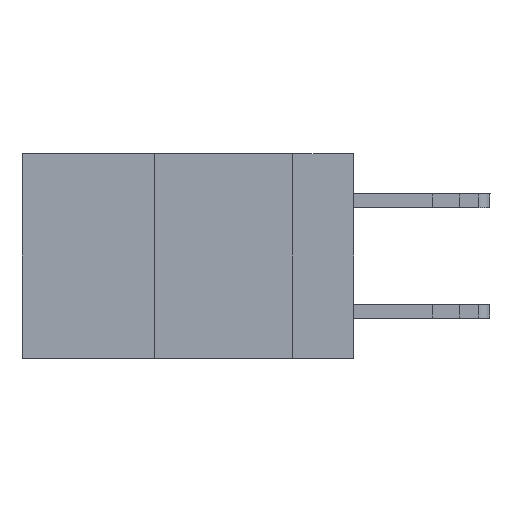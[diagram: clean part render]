
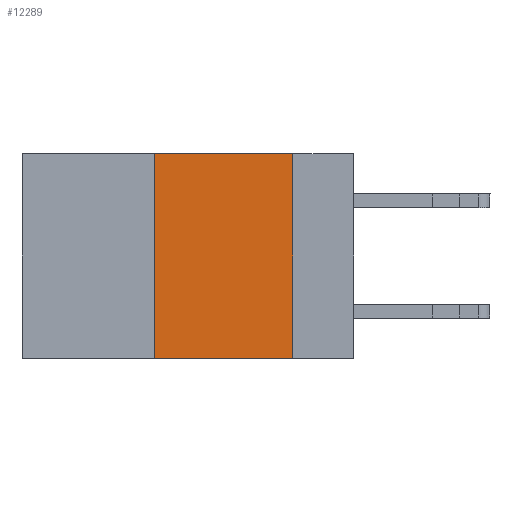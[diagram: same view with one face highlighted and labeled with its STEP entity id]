
A CAD part, left-side view. The second image highlights one B-rep face of the part: STEP entity #12289.
In plain terms, the highlighted planar face has unit normal (-1, 0, 0).
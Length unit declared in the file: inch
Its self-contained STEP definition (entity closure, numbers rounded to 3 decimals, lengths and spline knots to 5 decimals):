
#684 = DIRECTION ( 'NONE',  ( 1., 0., 0. ) ) ;
#1309 = DIRECTION ( 'NONE',  ( 0., -1., 0. ) ) ;
#2016 = ORIENTED_EDGE ( 'NONE', *, *, #2442, .F. ) ;
#2442 = EDGE_CURVE ( 'NONE', #15800, #3030, #10510, .T. ) ;
#2880 = CARTESIAN_POINT ( 'NONE',  ( 0., 0.36, -0.37 ) ) ;
#2944 = CARTESIAN_POINT ( 'NONE',  ( 0., 0.11, 0. ) ) ;
#3030 = VERTEX_POINT ( 'NONE', #6663 ) ;
#3076 = DIRECTION ( 'NONE',  ( 0., 0., -1. ) ) ;
#3488 = CARTESIAN_POINT ( 'NONE',  ( 0., 0.11, 0. ) ) ;
#3847 = AXIS2_PLACEMENT_3D ( 'NONE', #16357, #684, #17957 ) ;
#4023 = VERTEX_POINT ( 'NONE', #2880 ) ;
#4031 = VECTOR ( 'NONE', #16582, 39.37008 ) ;
#4807 = VECTOR ( 'NONE', #3076, 39.37008 ) ;
#6663 = CARTESIAN_POINT ( 'NONE',  ( 0., 0.11, -0.37 ) ) ;
#7587 = LINE ( 'NONE', #21614, #4031 ) ;
#8084 = LINE ( 'NONE', #19172, #9717 ) ;
#8149 = ORIENTED_EDGE ( 'NONE', *, *, #20735, .F. ) ;
#9444 = EDGE_LOOP ( 'NONE', ( #2016, #8149, #18254, #15656 ) ) ;
#9717 = VECTOR ( 'NONE', #17551, 39.37008 ) ;
#10489 = LINE ( 'NONE', #22154, #16728 ) ;
#10510 = LINE ( 'NONE', #3488, #4807 ) ;
#12289 = ADVANCED_FACE ( 'NONE', ( #16164 ), #17810, .F. ) ;
#12613 = CARTESIAN_POINT ( 'NONE',  ( 0., 0.36, 0. ) ) ;
#15656 = ORIENTED_EDGE ( 'NONE', *, *, #17230, .T. ) ;
#15800 = VERTEX_POINT ( 'NONE', #2944 ) ;
#16164 = FACE_OUTER_BOUND ( 'NONE', #9444, .T. ) ;
#16357 = CARTESIAN_POINT ( 'NONE',  ( 0., 0.6, 0. ) ) ;
#16582 = DIRECTION ( 'NONE',  ( 0., -1., 0. ) ) ;
#16728 = VECTOR ( 'NONE', #1309, 39.37008 ) ;
#16752 = EDGE_CURVE ( 'NONE', #4023, #17587, #8084, .T. ) ;
#17230 = EDGE_CURVE ( 'NONE', #4023, #3030, #10489, .T. ) ;
#17551 = DIRECTION ( 'NONE',  ( 0., 0., 1. ) ) ;
#17587 = VERTEX_POINT ( 'NONE', #12613 ) ;
#17810 = PLANE ( 'NONE',  #3847 ) ;
#17957 = DIRECTION ( 'NONE',  ( 0., 0., -1. ) ) ;
#18254 = ORIENTED_EDGE ( 'NONE', *, *, #16752, .F. ) ;
#19172 = CARTESIAN_POINT ( 'NONE',  ( 0., 0.36, 0. ) ) ;
#20735 = EDGE_CURVE ( 'NONE', #17587, #15800, #7587, .T. ) ;
#21614 = CARTESIAN_POINT ( 'NONE',  ( 0., 0.6, 0. ) ) ;
#22154 = CARTESIAN_POINT ( 'NONE',  ( 0., 0.6, -0.37 ) ) ;
